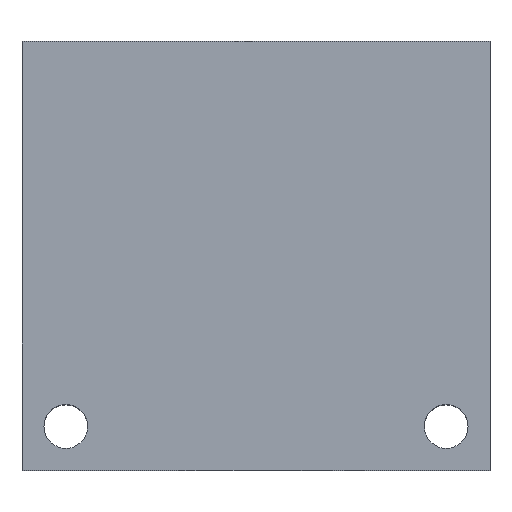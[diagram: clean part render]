
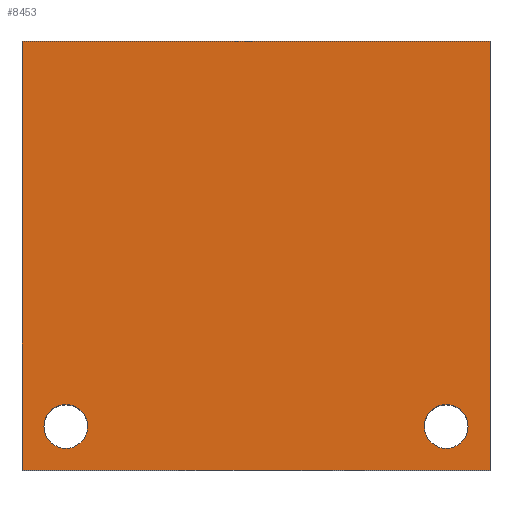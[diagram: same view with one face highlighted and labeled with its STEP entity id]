
A CAD part, top view. The second image highlights one B-rep face of the part: STEP entity #8453.
In plain terms, the highlighted planar face has unit normal (0, 0, 1).
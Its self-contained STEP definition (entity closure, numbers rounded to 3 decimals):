
#101=CIRCLE('',#8781,3.569);
#103=CIRCLE('',#8784,3.569);
#657=FACE_BOUND('',#1578,.T.);
#658=FACE_BOUND('',#1579,.T.);
#1097=FACE_OUTER_BOUND('',#1577,.T.);
#1577=EDGE_LOOP('',(#7399,#7400,#7401,#7402));
#1578=EDGE_LOOP('',(#7403));
#1579=EDGE_LOOP('',(#7404));
#1962=LINE('',#11117,#2738);
#2353=LINE('',#14788,#3129);
#2356=LINE('',#14792,#3132);
#2358=LINE('',#14796,#3134);
#2738=VECTOR('',#9439,10.);
#3129=VECTOR('',#10194,10.);
#3132=VECTOR('',#10199,10.);
#3134=VECTOR('',#10205,10.);
#3399=VERTEX_POINT('',#11114);
#3400=VERTEX_POINT('',#11116);
#3899=VERTEX_POINT('',#14770);
#3901=VERTEX_POINT('',#14776);
#3905=VERTEX_POINT('',#14785);
#3906=VERTEX_POINT('',#14787);
#4302=EDGE_CURVE('',#3400,#3399,#1962,.T.);
#5061=EDGE_CURVE('',#3899,#3899,#101,.T.);
#5064=EDGE_CURVE('',#3901,#3901,#103,.T.);
#5069=EDGE_CURVE('',#3906,#3905,#2353,.T.);
#5072=EDGE_CURVE('',#3399,#3906,#2356,.T.);
#5074=EDGE_CURVE('',#3905,#3400,#2358,.T.);
#7399=ORIENTED_EDGE('',*,*,#5074,.T.);
#7400=ORIENTED_EDGE('',*,*,#4302,.T.);
#7401=ORIENTED_EDGE('',*,*,#5072,.T.);
#7402=ORIENTED_EDGE('',*,*,#5069,.T.);
#7403=ORIENTED_EDGE('',*,*,#5061,.T.);
#7404=ORIENTED_EDGE('',*,*,#5064,.T.);
#7638=PLANE('',#8790);
#8453=ADVANCED_FACE('',(#1097,#657,#658),#7638,.T.);
#8781=AXIS2_PLACEMENT_3D('',#14771,#10178,#10179);
#8784=AXIS2_PLACEMENT_3D('',#14777,#10185,#10186);
#8790=AXIS2_PLACEMENT_3D('',#14797,#10206,#10207);
#9439=DIRECTION('',(0.,1.,0.));
#10178=DIRECTION('center_axis',(0.,0.,-1.));
#10179=DIRECTION('ref_axis',(1.,0.,0.));
#10185=DIRECTION('center_axis',(0.,0.,-1.));
#10186=DIRECTION('ref_axis',(1.,0.,0.));
#10194=DIRECTION('',(0.,-1.,0.));
#10199=DIRECTION('',(-1.,0.,0.));
#10205=DIRECTION('',(1.,0.,0.));
#10206=DIRECTION('center_axis',(0.,0.,1.));
#10207=DIRECTION('ref_axis',(1.,0.,0.));
#11114=CARTESIAN_POINT('',(76.2,69.85,38.1));
#11116=CARTESIAN_POINT('',(76.2,0.,38.1));
#11117=CARTESIAN_POINT('',(76.2,0.,38.1));
#14770=CARTESIAN_POINT('',(3.569,7.137,38.1));
#14771=CARTESIAN_POINT('Origin',(7.137,7.137,38.1));
#14776=CARTESIAN_POINT('',(65.494,7.137,38.1));
#14777=CARTESIAN_POINT('Origin',(69.063,7.137,38.1));
#14785=CARTESIAN_POINT('',(0.,0.,38.1));
#14787=CARTESIAN_POINT('',(0.,69.85,38.1));
#14788=CARTESIAN_POINT('',(0.,69.85,38.1));
#14792=CARTESIAN_POINT('',(76.2,69.85,38.1));
#14796=CARTESIAN_POINT('',(0.,0.,38.1));
#14797=CARTESIAN_POINT('Origin',(38.1,34.925,38.1));
